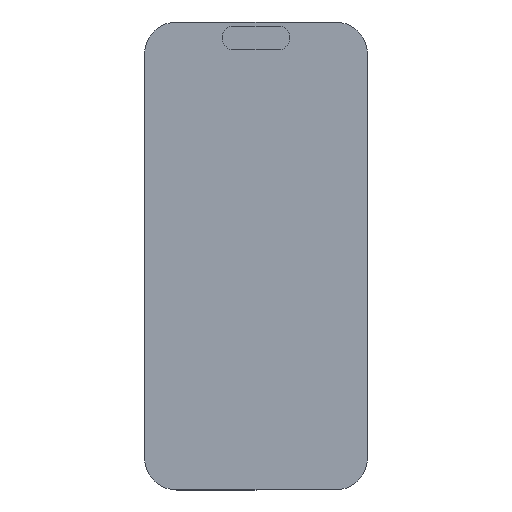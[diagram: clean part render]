
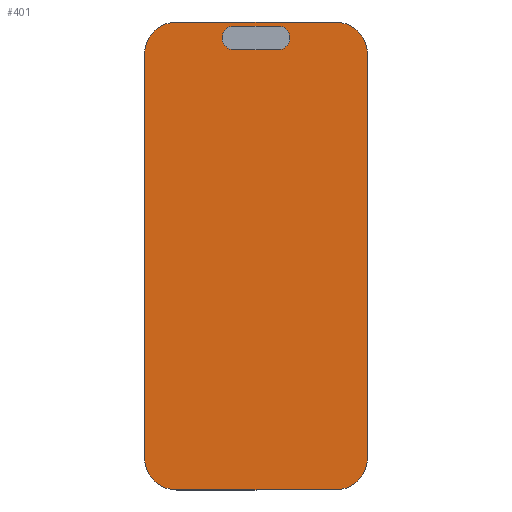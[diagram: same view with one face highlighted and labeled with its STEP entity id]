
A CAD part, top view. The second image highlights one B-rep face of the part: STEP entity #401.
In plain terms, the highlighted planar face has unit normal (0, 0, 1).
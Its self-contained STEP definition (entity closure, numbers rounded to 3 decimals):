
#1 = CARTESIAN_POINT ( 'NONE',  ( -26.79, -68.35, 0. ) ) ;
#3 = CIRCLE ( 'NONE', #33, 4. ) ;
#5 = DIRECTION ( 'NONE',  ( 1., 0., 0. ) ) ;
#11 = EDGE_CURVE ( 'NONE', #68, #71, #135, .T. ) ;
#16 = VERTEX_POINT ( 'NONE', #142 ) ;
#19 = CARTESIAN_POINT ( 'NONE',  ( -7.5, 77.95, 0. ) ) ;
#20 = ORIENTED_EDGE ( 'NONE', *, *, #147, .T. ) ;
#27 = CARTESIAN_POINT ( 'NONE',  ( 37.79, -68.35, 0. ) ) ;
#33 = AXIS2_PLACEMENT_3D ( 'NONE', #480, #128, #407 ) ;
#36 = EDGE_CURVE ( 'NONE', #38, #305, #426, .T. ) ;
#38 = VERTEX_POINT ( 'NONE', #316 ) ;
#54 = DIRECTION ( 'NONE',  ( 0., 0., 1. ) ) ;
#62 = DIRECTION ( 'NONE',  ( -1., 0., 0. ) ) ;
#64 = DIRECTION ( 'NONE',  ( 0., 0., 1. ) ) ;
#67 = CARTESIAN_POINT ( 'NONE',  ( 26.79, -68.35, 0. ) ) ;
#68 = VERTEX_POINT ( 'NONE', #470 ) ;
#69 = EDGE_CURVE ( 'NONE', #340, #16, #352, .T. ) ;
#71 = VERTEX_POINT ( 'NONE', #191 ) ;
#77 = DIRECTION ( 'NONE',  ( 0., 0., 1. ) ) ;
#86 = EDGE_CURVE ( 'NONE', #483, #206, #395, .T. ) ;
#93 = AXIS2_PLACEMENT_3D ( 'NONE', #1, #153, #241 ) ;
#97 = EDGE_CURVE ( 'NONE', #346, #169, #438, .T. ) ;
#102 = FACE_BOUND ( 'NONE', #254, .T. ) ;
#105 = CIRCLE ( 'NONE', #319, 11. ) ;
#106 = CARTESIAN_POINT ( 'NONE',  ( -37.79, 68.35, 0. ) ) ;
#117 = DIRECTION ( 'NONE',  ( 1., 0., 0. ) ) ;
#118 = DIRECTION ( 'NONE',  ( 1., 0., 0. ) ) ;
#121 = DIRECTION ( 'NONE',  ( 0., 0., 1. ) ) ;
#128 = DIRECTION ( 'NONE',  ( 0., 0., 1. ) ) ;
#135 = CIRCLE ( 'NONE', #334, 4. ) ;
#137 = CARTESIAN_POINT ( 'NONE',  ( -7.5, 69.95, 0. ) ) ;
#138 = DIRECTION ( 'NONE',  ( 1., 0., 0. ) ) ;
#142 = CARTESIAN_POINT ( 'NONE',  ( 7.5, 69.95, 0. ) ) ;
#147 = EDGE_CURVE ( 'NONE', #359, #483, #315, .T. ) ;
#152 = CARTESIAN_POINT ( 'NONE',  ( -26.79, 68.35, 0. ) ) ;
#153 = DIRECTION ( 'NONE',  ( 0., 0., 1. ) ) ;
#155 = DIRECTION ( 'NONE',  ( -1., 0., 0. ) ) ;
#157 = AXIS2_PLACEMENT_3D ( 'NONE', #277, #77, #117 ) ;
#160 = CARTESIAN_POINT ( 'NONE',  ( 26.79, -79.35, 0. ) ) ;
#161 = EDGE_LOOP ( 'NONE', ( #379, #248, #425, #485, #20, #417, #262, #163 ) ) ;
#163 = ORIENTED_EDGE ( 'NONE', *, *, #97, .T. ) ;
#169 = VERTEX_POINT ( 'NONE', #351 ) ;
#170 = VECTOR ( 'NONE', #468, 1000. ) ;
#171 = LINE ( 'NONE', #225, #228 ) ;
#178 = ORIENTED_EDGE ( 'NONE', *, *, #192, .F. ) ;
#182 = AXIS2_PLACEMENT_3D ( 'NONE', #199, #54, #331 ) ;
#183 = PLANE ( 'NONE',  #360 ) ;
#191 = CARTESIAN_POINT ( 'NONE',  ( 7.5, 77.95, 0. ) ) ;
#192 = EDGE_CURVE ( 'NONE', #324, #340, #3, .T. ) ;
#199 = CARTESIAN_POINT ( 'NONE',  ( 7.5, 73.95, 0. ) ) ;
#201 = ORIENTED_EDGE ( 'NONE', *, *, #207, .F. ) ;
#206 = VERTEX_POINT ( 'NONE', #160 ) ;
#207 = EDGE_CURVE ( 'NONE', #16, #68, #436, .T. ) ;
#222 = DIRECTION ( 'NONE',  ( 0., -1., 0. ) ) ;
#225 = CARTESIAN_POINT ( 'NONE',  ( -7.5, 77.95, 0. ) ) ;
#228 = VECTOR ( 'NONE', #62, 1000. ) ;
#241 = DIRECTION ( 'NONE',  ( 1., 0., 0. ) ) ;
#248 = ORIENTED_EDGE ( 'NONE', *, *, #486, .T. ) ;
#254 = EDGE_LOOP ( 'NONE', ( #178, #283, #313, #201, #410 ) ) ;
#255 = VECTOR ( 'NONE', #155, 1000. ) ;
#262 = ORIENTED_EDGE ( 'NONE', *, *, #333, .T. ) ;
#267 = CARTESIAN_POINT ( 'NONE',  ( 26.79, 68.35, 0. ) ) ;
#270 = AXIS2_PLACEMENT_3D ( 'NONE', #152, #121, #118 ) ;
#277 = CARTESIAN_POINT ( 'NONE',  ( 26.79, 68.35, 0. ) ) ;
#281 = CARTESIAN_POINT ( 'NONE',  ( -7.5, 69.95, 0. ) ) ;
#282 = CARTESIAN_POINT ( 'NONE',  ( -37.79, 68.35, 0. ) ) ;
#283 = ORIENTED_EDGE ( 'NONE', *, *, #338, .F. ) ;
#304 = LINE ( 'NONE', #106, #492 ) ;
#305 = VERTEX_POINT ( 'NONE', #282 ) ;
#312 = DIRECTION ( 'NONE',  ( 0., 1., 0. ) ) ;
#313 = ORIENTED_EDGE ( 'NONE', *, *, #11, .F. ) ;
#315 = CIRCLE ( 'NONE', #93, 11. ) ;
#316 = CARTESIAN_POINT ( 'NONE',  ( -26.79, 79.35, 0. ) ) ;
#319 = AXIS2_PLACEMENT_3D ( 'NONE', #67, #64, #339 ) ;
#324 = VERTEX_POINT ( 'NONE', #19 ) ;
#331 = DIRECTION ( 'NONE',  ( 1., 0., 0. ) ) ;
#333 = EDGE_CURVE ( 'NONE', #206, #346, #105, .T. ) ;
#334 = AXIS2_PLACEMENT_3D ( 'NONE', #498, #493, #138 ) ;
#335 = FACE_OUTER_BOUND ( 'NONE', #161, .T. ) ;
#338 = EDGE_CURVE ( 'NONE', #71, #324, #171, .T. ) ;
#339 = DIRECTION ( 'NONE',  ( 1., 0., 0. ) ) ;
#340 = VERTEX_POINT ( 'NONE', #137 ) ;
#346 = VERTEX_POINT ( 'NONE', #27 ) ;
#348 = CARTESIAN_POINT ( 'NONE',  ( 26.79, 79.35, 0. ) ) ;
#350 = CARTESIAN_POINT ( 'NONE',  ( -26.79, -79.35, 0. ) ) ;
#351 = CARTESIAN_POINT ( 'NONE',  ( 37.79, 68.35, 0. ) ) ;
#352 = LINE ( 'NONE', #281, #357 ) ;
#357 = VECTOR ( 'NONE', #5, 1000. ) ;
#359 = VERTEX_POINT ( 'NONE', #494 ) ;
#360 = AXIS2_PLACEMENT_3D ( 'NONE', #267, #419, #458 ) ;
#379 = ORIENTED_EDGE ( 'NONE', *, *, #500, .T. ) ;
#385 = CIRCLE ( 'NONE', #157, 11. ) ;
#395 = LINE ( 'NONE', #431, #170 ) ;
#396 = LINE ( 'NONE', #471, #255 ) ;
#401 = ADVANCED_FACE ( 'NONE', ( #102, #335 ), #183, .T. ) ;
#407 = DIRECTION ( 'NONE',  ( 1., 0., 0. ) ) ;
#410 = ORIENTED_EDGE ( 'NONE', *, *, #69, .F. ) ;
#417 = ORIENTED_EDGE ( 'NONE', *, *, #86, .T. ) ;
#418 = EDGE_CURVE ( 'NONE', #305, #359, #304, .T. ) ;
#419 = DIRECTION ( 'NONE',  ( 0., 0., 1. ) ) ;
#425 = ORIENTED_EDGE ( 'NONE', *, *, #36, .T. ) ;
#426 = CIRCLE ( 'NONE', #270, 11. ) ;
#431 = CARTESIAN_POINT ( 'NONE',  ( -26.79, -79.35, 0. ) ) ;
#436 = CIRCLE ( 'NONE', #182, 4. ) ;
#438 = LINE ( 'NONE', #507, #488 ) ;
#444 = VERTEX_POINT ( 'NONE', #348 ) ;
#458 = DIRECTION ( 'NONE',  ( 1., 0., 0. ) ) ;
#468 = DIRECTION ( 'NONE',  ( 1., 0., 0. ) ) ;
#470 = CARTESIAN_POINT ( 'NONE',  ( 11.5, 73.95, 0. ) ) ;
#471 = CARTESIAN_POINT ( 'NONE',  ( 26.79, 79.35, 0. ) ) ;
#480 = CARTESIAN_POINT ( 'NONE',  ( -7.5, 73.95, 0. ) ) ;
#483 = VERTEX_POINT ( 'NONE', #350 ) ;
#485 = ORIENTED_EDGE ( 'NONE', *, *, #418, .T. ) ;
#486 = EDGE_CURVE ( 'NONE', #444, #38, #396, .T. ) ;
#488 = VECTOR ( 'NONE', #312, 1000. ) ;
#492 = VECTOR ( 'NONE', #222, 1000. ) ;
#493 = DIRECTION ( 'NONE',  ( 0., 0., 1. ) ) ;
#494 = CARTESIAN_POINT ( 'NONE',  ( -37.79, -68.35, 0. ) ) ;
#498 = CARTESIAN_POINT ( 'NONE',  ( 7.5, 73.95, 0. ) ) ;
#500 = EDGE_CURVE ( 'NONE', #169, #444, #385, .T. ) ;
#507 = CARTESIAN_POINT ( 'NONE',  ( 37.79, -68.35, 0. ) ) ;
